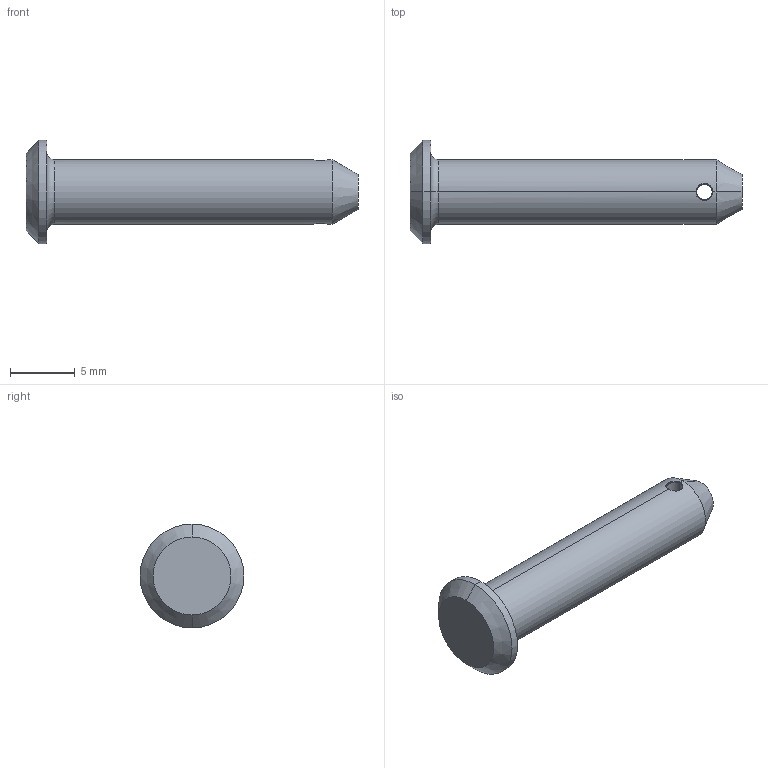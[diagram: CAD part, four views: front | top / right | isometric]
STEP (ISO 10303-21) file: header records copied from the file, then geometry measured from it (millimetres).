
FILE_DESCRIPTION (( 'STEP AP203' ), '1' );
FILE_NAME ('clevis pin headed_bsi_BS EN 22341 - B - 5 x 24 x 1.2 - St_sldprt.STEP', '2022-06-22T18:55:40', ( '' ), ( '' ), 'SwSTEP 2.0', 'SolidWorks 2022', '' );
FILE_SCHEMA (( 'CONFIG_CONTROL_DESIGN' ));
Length unit declared in the file: millimetre
Products named in the file (1): clevis pin headed_bsi_BS EN 22341 - B - 5 x 24 x 1.2 - St_sldprt
Bounding box: 25.6 x 8 x 8 mm (x, y, z)
Volume: 520.5 mm3; surface area: 496.4 mm2
Topology: 1 solids, 1 shells, 19 faces, 40 edges, 22 vertices
Faces by surface type: cylinder 6, bspline 4, cone 4, plane 3, torus 2
Entity records: 729 total; most frequent: CARTESIAN_POINT 268, ORIENTED_EDGE 80, DIRECTION 76, EDGE_CURVE 40, AXIS2_PLACEMENT_3D 32, VERTEX_POINT 22, EDGE_LOOP 20, FACE_OUTER_BOUND 19
